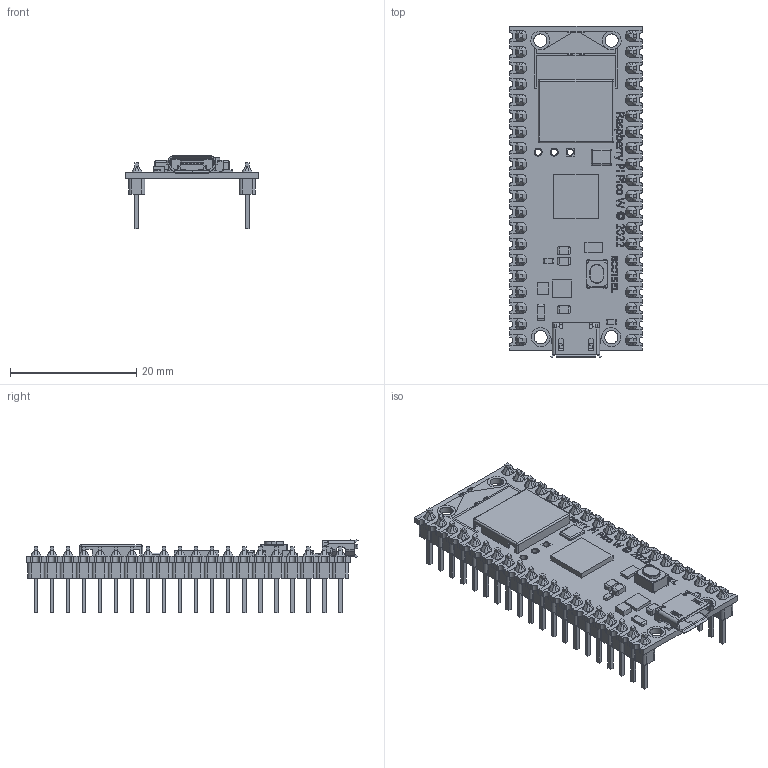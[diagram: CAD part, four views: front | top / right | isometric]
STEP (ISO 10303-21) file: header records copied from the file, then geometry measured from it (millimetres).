
FILE_DESCRIPTION(/* description */ (''),/* implementation_level */ '2;1');
FILE_NAME(/* name */ 'RaspberryPi-PicoW-WithPins',/* time_stamp */ '2023-08-14T13:54:17-04:00',/* author */ (''),/* organization */ (''),/* preprocessor_version */ 'ST-DEVELOPER v16.5',/* originating_system */ 'Rhino 7.33',/* authorisation */ '');
FILE_SCHEMA (('AUTOMOTIVE_DESIGN'));
Products named in the file (1): Document
Bounding box: 21 x 52.65 x 11.71 mm (x, y, z)
Volume: 1953.7 mm3; surface area: 5372.1 mm2
Topology: 77 solids, 77 shells, 2470 faces, 6500 edges, 4260 vertices
Faces by surface type: plane 1633, cylinder 600, bspline 237
Entity records: 78235 total; most frequent: CARTESIAN_POINT 29236, ORIENTED_EDGE 12990, EDGE_CURVE 6495, VERTEX_POINT 4260, B_SPLINE_CURVE_WITH_KNOTS 3839, EDGE_LOOP 2687, ADVANCED_FACE 2470, FACE_OUTER_BOUND 2470
